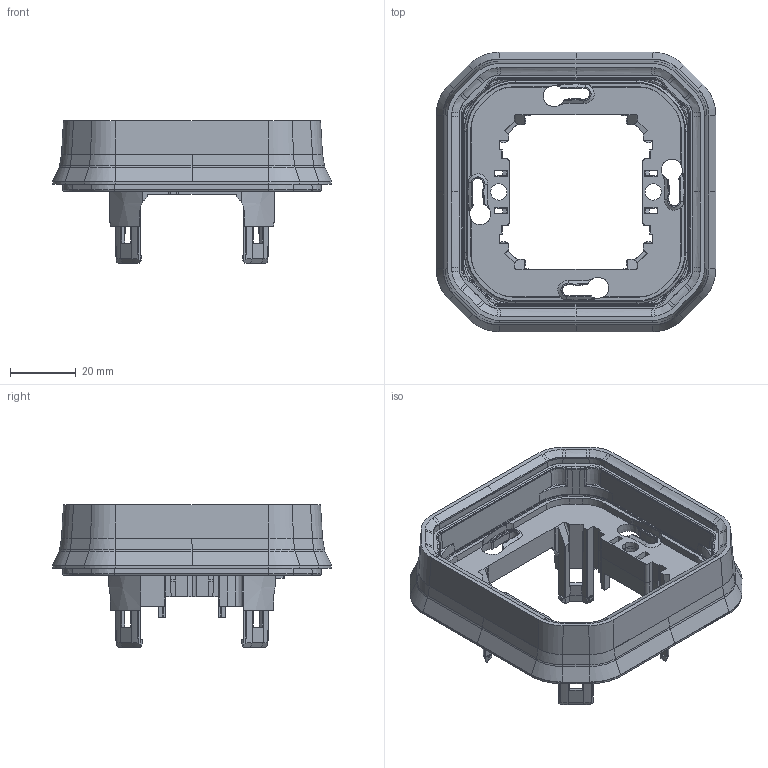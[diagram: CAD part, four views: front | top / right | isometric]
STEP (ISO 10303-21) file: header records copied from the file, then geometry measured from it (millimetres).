
FILE_DESCRIPTION(('CATIA V5 STEP Exchange','CAx-IF Rec.Pracs.--- Model Styling and Organization---1.5--- 2016-08-15','CAx-IF Rec.Pracs.---Supplemental Geometry---1.0---2011-11-01','CAx-IF Rec.Pracs.--- Composite Materials ---1.1---2010-07-15'),'2;1');
FILE_NAME('079211L.stp','2022-07-29T06:38:57+00:00',('none'),('none'),'CATIA Version 5-6 Release 2020 SP3','CATIA V5 STEP AP214 v2','none');
FILE_SCHEMA(('AUTOMOTIVE_DESIGN { 1 0 10303 214 1 1 1 1 }'));
Products named in the file (1): Part5
Bounding box: 85.11 x 85.11 x 43.5 mm (x, y, z)
Surface area: 35064.6 mm2 (no closed solid volume)
Topology: 0 solids, 2 shells, 1413 faces, 3761 edges, 2336 vertices
Faces by surface type: plane 540, bspline 388, cylinder 228, cone 216, torus 36, sphere 5
Entity records: 69130 total; most frequent: CARTESIAN_POINT 39906, ORIENTED_EDGE 7508, EDGE_CURVE 3754, DIRECTION 3590, VERTEX_POINT 2336, B_SPLINE_CURVE_WITH_KNOTS 1879, EDGE_LOOP 1436, ADVANCED_FACE 1413
